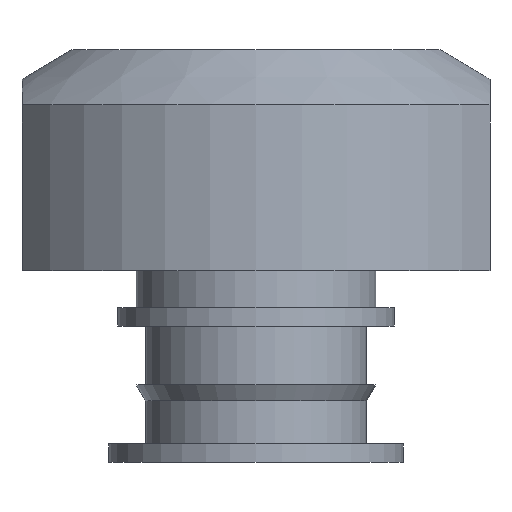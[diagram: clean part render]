
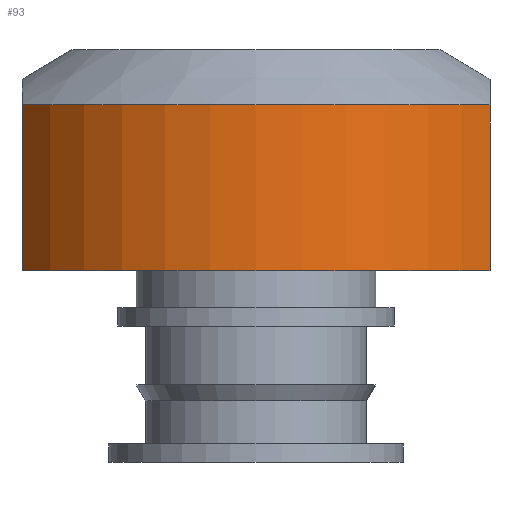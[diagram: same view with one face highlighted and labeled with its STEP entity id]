
A CAD part, front view. The second image highlights one B-rep face of the part: STEP entity #93.
In plain terms, the highlighted cylindrical face has radius 7.5 mm (diameter 15 mm), a partial arc.
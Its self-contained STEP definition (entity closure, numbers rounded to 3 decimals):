
#93=ADVANCED_FACE('',(#115),#151,.T.);
#115=FACE_OUTER_BOUND('',#116,.T.);
#116=EDGE_LOOP('',(#117,#118,#119,#120));
#117=ORIENTED_EDGE('',*,*,#121,.T.);
#118=ORIENTED_EDGE('',*,*,#131,.F.);
#119=ORIENTED_EDGE('',*,*,#138,.T.);
#120=ORIENTED_EDGE('',*,*,#146,.T.);
#121=EDGE_CURVE('',#127,#128,#122,.T.);
#122=CIRCLE('',#123,7.5);
#123=AXIS2_PLACEMENT_3D('',#124,#125,#126);
#124=CARTESIAN_POINT('',(0.,0.,9.7));
#125=DIRECTION('',(0.,0.,-1.));
#126=DIRECTION('',(-1.,0.,0.));
#127=VERTEX_POINT('',#129);
#128=VERTEX_POINT('',#130);
#129=CARTESIAN_POINT('',(6.35,-3.991,
   9.7));
#130=CARTESIAN_POINT('',(-6.35,-3.991,
   9.7));
#131=EDGE_CURVE('',#136,#128,#132,.T.);
#132=LINE('',#133,#134);
#133=CARTESIAN_POINT('',(-6.35,-3.991,
   -12.087));
#134=VECTOR('',#135,1.);
#135=DIRECTION('',(0.,0.,1.));
#136=VERTEX_POINT('',#137);
#137=CARTESIAN_POINT('',(-6.35,-3.991,
   5.2));
#138=EDGE_CURVE('',#136,#144,#139,.T.);
#139=CIRCLE('',#140,7.5);
#140=AXIS2_PLACEMENT_3D('',#141,#142,#143);
#141=CARTESIAN_POINT('',(0.,0.,5.2));
#142=DIRECTION('',(0.,0.,1.));
#143=DIRECTION('',(1.,0.,0.));
#144=VERTEX_POINT('',#145);
#145=CARTESIAN_POINT('',(6.35,-3.991,5.2));
#146=EDGE_CURVE('',#144,#127,#147,.T.);
#147=LINE('',#148,#149);
#148=CARTESIAN_POINT('',(6.35,-3.991,
   -12.788));
#149=VECTOR('',#150,1.);
#150=DIRECTION('',(0.,0.,1.));
#151=CYLINDRICAL_SURFACE('',#152,7.5);
#152=AXIS2_PLACEMENT_3D('',#153,#154,#155);
#153=CARTESIAN_POINT('',(0.,0.,4.5));
#154=DIRECTION('',(0.,0.,1.));
#155=DIRECTION('',(1.,0.,0.));
